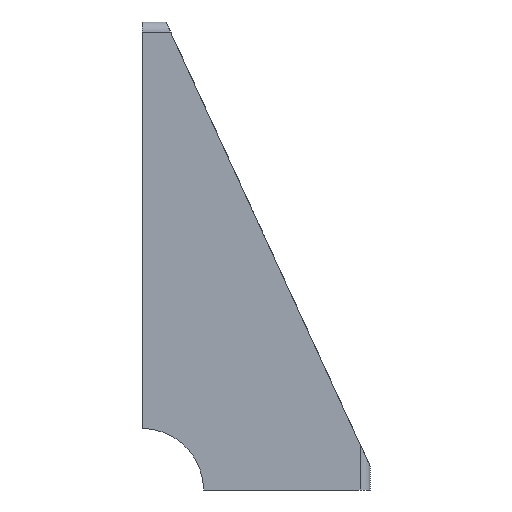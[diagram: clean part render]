
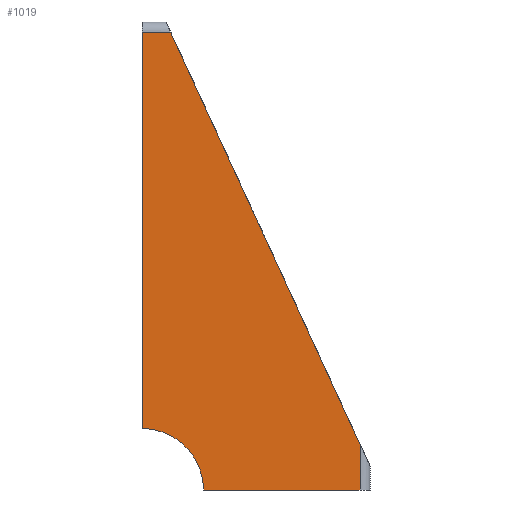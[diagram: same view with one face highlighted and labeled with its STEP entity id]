
A CAD part, left-side view. The second image highlights one B-rep face of the part: STEP entity #1019.
In plain terms, the highlighted planar face has unit normal (-1, 0, 0).
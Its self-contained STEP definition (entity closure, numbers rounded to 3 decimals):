
#76 = CARTESIAN_POINT ( 'NONE',  ( -14., -54.5, 0. ) ) ;
#88 = CARTESIAN_POINT ( 'NONE',  ( -14., 0., 0. ) ) ;
#99 = AXIS2_PLACEMENT_3D ( 'NONE', #88, #349, #178 ) ;
#141 = ORIENTED_EDGE ( 'NONE', *, *, #984, .T. ) ;
#153 = EDGE_CURVE ( 'NONE', #171, #1018, #193, .T. ) ;
#161 = CARTESIAN_POINT ( 'NONE',  ( -14., 0., 0. ) ) ;
#163 = EDGE_CURVE ( 'NONE', #1057, #804, #957, .T. ) ;
#171 = VERTEX_POINT ( 'NONE', #522 ) ;
#173 = EDGE_CURVE ( 'NONE', #1018, #620, #668, .T. ) ;
#178 = DIRECTION ( 'NONE',  ( 0., -1., 0. ) ) ;
#193 = LINE ( 'NONE', #242, #387 ) ;
#242 = CARTESIAN_POINT ( 'NONE',  ( -14., -54.5, 0. ) ) ;
#277 = DIRECTION ( 'NONE',  ( 0., 1., 0. ) ) ;
#280 = AXIS2_PLACEMENT_3D ( 'NONE', #161, #331, #503 ) ;
#286 = VECTOR ( 'NONE', #277, 1000. ) ;
#323 = CARTESIAN_POINT ( 'NONE',  ( -14., -15.4, 0. ) ) ;
#331 = DIRECTION ( 'NONE',  ( 1., 0., 0. ) ) ;
#336 = CARTESIAN_POINT ( 'NONE',  ( -14., -7.149, 114.5 ) ) ;
#346 = CARTESIAN_POINT ( 'NONE',  ( -14., 0., 15.4 ) ) ;
#349 = DIRECTION ( 'NONE',  ( -1., 0., 0. ) ) ;
#359 = ORIENTED_EDGE ( 'NONE', *, *, #163, .F. ) ;
#387 = VECTOR ( 'NONE', #851, 1000. ) ;
#390 = FACE_OUTER_BOUND ( 'NONE', #637, .T. ) ;
#431 = VECTOR ( 'NONE', #1120, 1000. ) ;
#454 = LINE ( 'NONE', #76, #808 ) ;
#476 = EDGE_CURVE ( 'NONE', #1057, #711, #509, .T. ) ;
#483 = VECTOR ( 'NONE', #835, 1000. ) ;
#503 = DIRECTION ( 'NONE',  ( 0., 0., 1. ) ) ;
#509 = LINE ( 'NONE', #951, #286 ) ;
#522 = CARTESIAN_POINT ( 'NONE',  ( -14., -54.5, 0. ) ) ;
#560 = ORIENTED_EDGE ( 'NONE', *, *, #476, .T. ) ;
#565 = ORIENTED_EDGE ( 'NONE', *, *, #644, .F. ) ;
#620 = VERTEX_POINT ( 'NONE', #783 ) ;
#637 = EDGE_LOOP ( 'NONE', ( #565, #888, #822, #141, #359, #560 ) ) ;
#644 = EDGE_CURVE ( 'NONE', #620, #711, #802, .T. ) ;
#668 = CIRCLE ( 'NONE', #99, 15.4 ) ;
#692 = CARTESIAN_POINT ( 'NONE',  ( -14., -7.149, 114.5 ) ) ;
#711 = VERTEX_POINT ( 'NONE', #855 ) ;
#783 = CARTESIAN_POINT ( 'NONE',  ( -14., 0., 15.4 ) ) ;
#802 = LINE ( 'NONE', #346, #431 ) ;
#804 = VERTEX_POINT ( 'NONE', #813 ) ;
#808 = VECTOR ( 'NONE', #1094, 1000. ) ;
#813 = CARTESIAN_POINT ( 'NONE',  ( -14., -54.5, 11.441 ) ) ;
#822 = ORIENTED_EDGE ( 'NONE', *, *, #153, .F. ) ;
#835 = DIRECTION ( 'NONE',  ( 0., -0.418, -0.909 ) ) ;
#851 = DIRECTION ( 'NONE',  ( 0., 1., 0. ) ) ;
#855 = CARTESIAN_POINT ( 'NONE',  ( -14., 0., 114.5 ) ) ;
#888 = ORIENTED_EDGE ( 'NONE', *, *, #173, .F. ) ;
#918 = PLANE ( 'NONE',  #280 ) ;
#951 = CARTESIAN_POINT ( 'NONE',  ( -14., -7.149, 114.5 ) ) ;
#957 = LINE ( 'NONE', #692, #483 ) ;
#984 = EDGE_CURVE ( 'NONE', #171, #804, #454, .T. ) ;
#1018 = VERTEX_POINT ( 'NONE', #323 ) ;
#1019 = ADVANCED_FACE ( 'NONE', ( #390 ), #918, .F. ) ;
#1057 = VERTEX_POINT ( 'NONE', #336 ) ;
#1094 = DIRECTION ( 'NONE',  ( 0., 0., 1. ) ) ;
#1120 = DIRECTION ( 'NONE',  ( 0., 0., 1. ) ) ;
